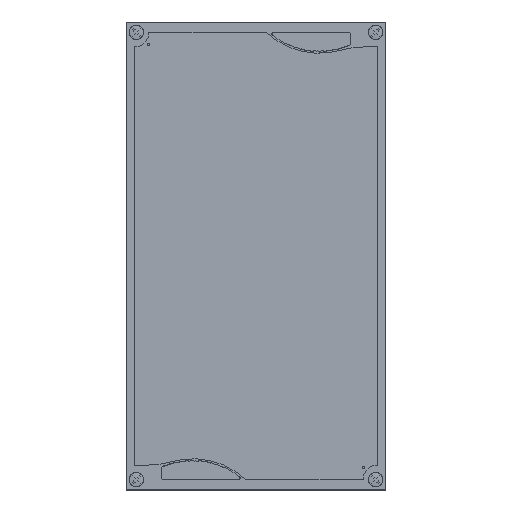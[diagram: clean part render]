
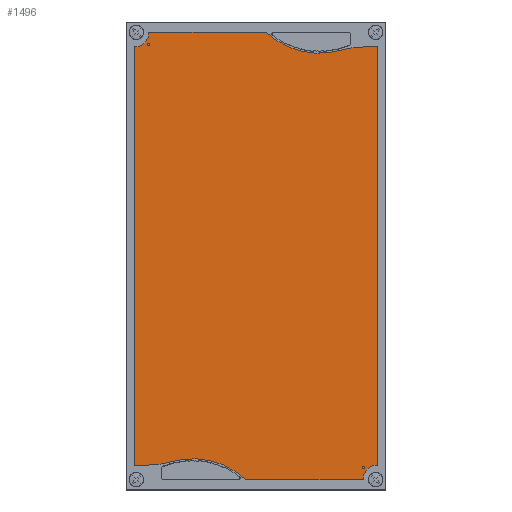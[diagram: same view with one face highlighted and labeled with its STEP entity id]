
A CAD part, top view. The second image highlights one B-rep face of the part: STEP entity #1496.
In plain terms, the highlighted planar face has unit normal (0, 0, 1).
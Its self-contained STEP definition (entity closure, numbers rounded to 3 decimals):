
#1496=ADVANCED_FACE('',(#3531,#3532,#3533),#3534,.T.);
#3531=FACE_OUTER_BOUND('',#6479,.T.);
#3532=FACE_BOUND('',#6480,.T.);
#3533=FACE_BOUND('',#6481,.T.);
#3534=PLANE('',#6482);
#6479=EDGE_LOOP('',(#10456,#10457,#10458,#10459,#10460,#10461,#10462,#10463,#10464,#10465,#10466,#10467));
#6480=EDGE_LOOP('',(#10468,#10469));
#6481=EDGE_LOOP('',(#10470,#10471));
#6482=AXIS2_PLACEMENT_3D('',#10472,#10473,#10474);
#10456=ORIENTED_EDGE('',*,*,#17928,.T.);
#10457=ORIENTED_EDGE('',*,*,#17924,.T.);
#10458=ORIENTED_EDGE('',*,*,#17919,.T.);
#10459=ORIENTED_EDGE('',*,*,#17936,.T.);
#10460=ORIENTED_EDGE('',*,*,#17937,.T.);
#10461=ORIENTED_EDGE('',*,*,#17938,.T.);
#10462=ORIENTED_EDGE('',*,*,#17939,.T.);
#10463=ORIENTED_EDGE('',*,*,#17940,.T.);
#10464=ORIENTED_EDGE('',*,*,#17941,.T.);
#10465=ORIENTED_EDGE('',*,*,#17942,.T.);
#10466=ORIENTED_EDGE('',*,*,#17943,.T.);
#10467=ORIENTED_EDGE('',*,*,#17932,.F.);
#10468=ORIENTED_EDGE('',*,*,#17479,.T.);
#10469=ORIENTED_EDGE('',*,*,#17291,.T.);
#10470=ORIENTED_EDGE('',*,*,#17483,.T.);
#10471=ORIENTED_EDGE('',*,*,#17286,.T.);
#10472=CARTESIAN_POINT('',(125.0,225.0,129.5));
#10473=DIRECTION('',(0.0,0.0,1.0));
#10474=DIRECTION('',(1.0,0.0,0.0));
#17286=EDGE_CURVE('',#20622,#20626,#20628,.T.);
#17291=EDGE_CURVE('',#20631,#20635,#20637,.T.);
#17479=EDGE_CURVE('',#20635,#20631,#20933,.T.);
#17483=EDGE_CURVE('',#20626,#20622,#20937,.T.);
#17919=EDGE_CURVE('',#21565,#21566,#21567,.T.);
#17924=EDGE_CURVE('',#21574,#21565,#21575,.T.);
#17928=EDGE_CURVE('',#21580,#21574,#21581,.T.);
#17932=EDGE_CURVE('',#21580,#21586,#21587,.T.);
#17936=EDGE_CURVE('',#21566,#21592,#21593,.T.);
#17937=EDGE_CURVE('',#21592,#21594,#21595,.T.);
#17938=EDGE_CURVE('',#21594,#21596,#21597,.T.);
#17939=EDGE_CURVE('',#21596,#21598,#21599,.T.);
#17940=EDGE_CURVE('',#21598,#21600,#21601,.T.);
#17941=EDGE_CURVE('',#21600,#21602,#21603,.T.);
#17942=EDGE_CURVE('',#21602,#21604,#21605,.T.);
#17943=EDGE_CURVE('',#21604,#21586,#21606,.T.);
#20622=VERTEX_POINT('',#25560);
#20626=VERTEX_POINT('',#25565);
#20628=CIRCLE('',#25568,1.1);
#20631=VERTEX_POINT('',#25571);
#20635=VERTEX_POINT('',#25576);
#20637=CIRCLE('',#25579,1.1);
#20933=CIRCLE('',#25999,1.1);
#20937=CIRCLE('',#26003,1.1);
#21565=VERTEX_POINT('',#26835);
#21566=VERTEX_POINT('',#26836);
#21567=CIRCLE('',#26837,75.627);
#21574=VERTEX_POINT('',#26846);
#21575=CIRCLE('',#26847,77.855);
#21580=VERTEX_POINT('',#26853);
#21581=LINE('',#26854,#26855);
#21586=VERTEX_POINT('',#26862);
#21587=LINE('',#26863,#26864);
#21592=VERTEX_POINT('',#26871);
#21593=LINE('',#26872,#26873);
#21594=VERTEX_POINT('',#26874);
#21595=CIRCLE('',#26875,14.);
#21596=VERTEX_POINT('',#26876);
#21597=LINE('',#26877,#26878);
#21598=VERTEX_POINT('',#26879);
#21599=LINE('',#26880,#26881);
#21600=VERTEX_POINT('',#26882);
#21601=CIRCLE('',#26883,77.855);
#21602=VERTEX_POINT('',#26884);
#21603=CIRCLE('',#26885,75.627);
#21604=VERTEX_POINT('',#26886);
#21605=LINE('',#26887,#26888);
#21606=CIRCLE('',#26889,14.);
#25560=CARTESIAN_POINT('',(229.434,21.666,129.5));
#25565=CARTESIAN_POINT('',(227.234,21.666,129.5));
#25568=AXIS2_PLACEMENT_3D('',#32049,#32050,#32051);
#25571=CARTESIAN_POINT('',(22.766,428.334,129.5));
#25576=CARTESIAN_POINT('',(20.566,428.334,129.5));
#25579=AXIS2_PLACEMENT_3D('',#32057,#32058,#32059);
#25999=AXIS2_PLACEMENT_3D('',#32256,#32257,#32258);
#26003=AXIS2_PLACEMENT_3D('',#32262,#32263,#32264);
#26835=CARTESIAN_POINT('',(207.3,423.,129.5));
#26836=CARTESIAN_POINT('',(134.8,440.,129.5));
#26837=AXIS2_PLACEMENT_3D('',#32784,#32785,#32786);
#26846=CARTESIAN_POINT('',(228.5,426.0,129.5));
#26847=AXIS2_PLACEMENT_3D('',#32792,#32793,#32794);
#26853=CARTESIAN_POINT('',(242.0,426.0,129.5));
#26854=CARTESIAN_POINT('',(180.125,426.0,129.5));
#26855=VECTOR('',#32799,1.0);
#26862=CARTESIAN_POINT('',(242.0,24.0,129.5));
#26863=CARTESIAN_POINT('',(242.0,225.0,129.5));
#26864=VECTOR('',#32802,1.0);
#26871=CARTESIAN_POINT('',(22.,440.,129.5));
#26872=CARTESIAN_POINT('',(125.0,440.0,129.5));
#26873=VECTOR('',#32805,1.0);
#26874=CARTESIAN_POINT('',(8.0,426.0,129.5));
#26875=AXIS2_PLACEMENT_3D('',#32806,#32807,#32808);
#26876=CARTESIAN_POINT('',(8.0,24.0,129.5));
#26877=CARTESIAN_POINT('',(8.0,225.0,129.5));
#26878=VECTOR('',#32809,1.0);
#26879=CARTESIAN_POINT('',(21.5,24.0,129.5));
#26880=CARTESIAN_POINT('',(69.875,24.0,129.5));
#26881=VECTOR('',#32810,1.0);
#26882=CARTESIAN_POINT('',(42.7,27.,129.5));
#26883=AXIS2_PLACEMENT_3D('',#32811,#32812,#32813);
#26884=CARTESIAN_POINT('',(115.2,10.,129.5));
#26885=AXIS2_PLACEMENT_3D('',#32814,#32815,#32816);
#26886=CARTESIAN_POINT('',(228.,10.,129.5));
#26887=CARTESIAN_POINT('',(125.0,10.0,129.5));
#26888=VECTOR('',#32817,1.0);
#26889=AXIS2_PLACEMENT_3D('',#32818,#32819,#32820);
#32049=CARTESIAN_POINT('',(228.334,21.666,129.5));
#32050=DIRECTION('',(0.0,0.0,-1.0));
#32051=DIRECTION('',(1.0,0.0,0.0));
#32057=CARTESIAN_POINT('',(21.666,428.334,129.5));
#32058=DIRECTION('',(0.0,0.0,-1.0));
#32059=DIRECTION('',(1.0,0.0,0.0));
#32256=CARTESIAN_POINT('',(21.666,428.334,129.5));
#32257=DIRECTION('',(0.0,0.0,-1.0));
#32258=DIRECTION('',(1.0,0.0,0.0));
#32262=CARTESIAN_POINT('',(228.334,21.666,129.5));
#32263=DIRECTION('',(0.0,0.0,-1.0));
#32264=DIRECTION('',(1.0,0.0,0.0));
#32784=CARTESIAN_POINT('',(186.078,495.589,129.5));
#32785=DIRECTION('',(-0.0,0.0,-1.0));
#32786=DIRECTION('',(-0.678,-0.735,0.0));
#32792=CARTESIAN_POINT('',(228.705,348.145,129.5));
#32793=DIRECTION('',(0.0,0.0,1.0));
#32794=DIRECTION('',(-0.003,1.,0.0));
#32799=DIRECTION('',(-1.0,0.0,0.0));
#32802=DIRECTION('',(0.0,-1.0,0.0));
#32805=DIRECTION('',(-1.0,0.0,0.0));
#32806=CARTESIAN_POINT('',(8.,440.,129.5));
#32807=DIRECTION('',(0.0,0.0,-1.0));
#32808=DIRECTION('',(0.,-1.0,0.0));
#32809=DIRECTION('',(0.0,-1.0,0.0));
#32810=DIRECTION('',(1.0,0.0,0.0));
#32811=CARTESIAN_POINT('',(21.295,101.855,129.5));
#32812=DIRECTION('',(0.0,0.0,1.0));
#32813=DIRECTION('',(0.003,-1.,0.0));
#32814=CARTESIAN_POINT('',(63.922,-45.589,129.5));
#32815=DIRECTION('',(0.0,0.0,-1.0));
#32816=DIRECTION('',(0.678,0.735,0.0));
#32817=DIRECTION('',(1.0,0.0,0.0));
#32818=CARTESIAN_POINT('',(242.,10.,129.5));
#32819=DIRECTION('',(0.0,0.0,-1.0));
#32820=DIRECTION('',(0.,1.0,0.0));
